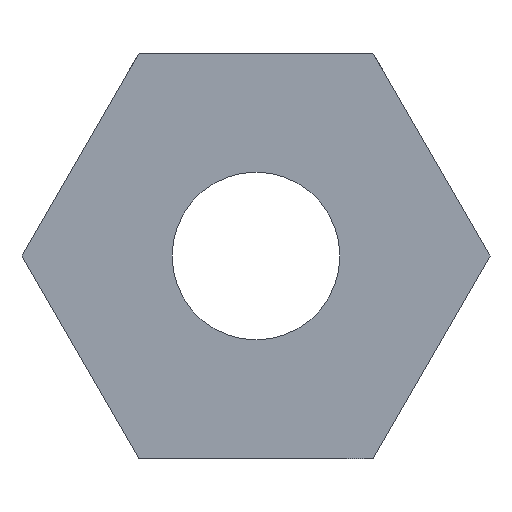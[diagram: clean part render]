
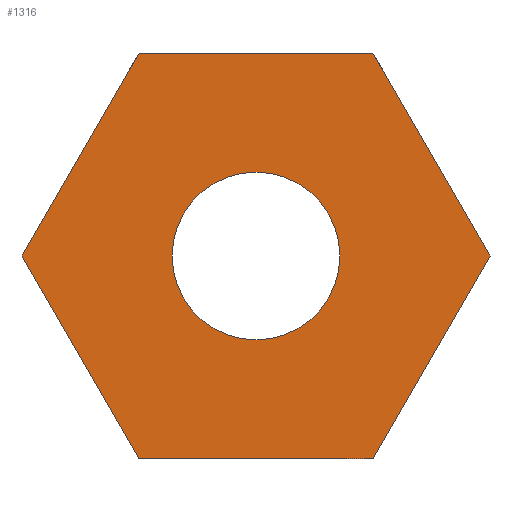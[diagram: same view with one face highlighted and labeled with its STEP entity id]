
A CAD part, front view. The second image highlights one B-rep face of the part: STEP entity #1316.
In plain terms, the highlighted planar face has unit normal (0, -1, 0).
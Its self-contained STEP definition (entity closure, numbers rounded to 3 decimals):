
#22=FACE_BOUND('',#244,.T.);
#39=CIRCLE('',#1392,2.65);
#96=PLANE('',#1432);
#166=FACE_OUTER_BOUND('',#243,.T.);
#243=EDGE_LOOP('',(#1224,#1225,#1226,#1227,#1228,#1229));
#244=EDGE_LOOP('',(#1230));
#346=LINE('',#2156,#488);
#386=LINE('',#2242,#528);
#391=LINE('',#2251,#533);
#393=LINE('',#2254,#535);
#394=LINE('',#2257,#536);
#397=LINE('',#2262,#539);
#488=VECTOR('',#1678,10.);
#528=VECTOR('',#1756,10.);
#533=VECTOR('',#1763,10.);
#535=VECTOR('',#1767,10.);
#536=VECTOR('',#1770,10.);
#539=VECTOR('',#1775,10.);
#605=VERTEX_POINT('',#2059);
#639=VERTEX_POINT('',#2153);
#640=VERTEX_POINT('',#2155);
#666=VERTEX_POINT('',#2240);
#667=VERTEX_POINT('',#2241);
#670=VERTEX_POINT('',#2249);
#671=VERTEX_POINT('',#2256);
#757=EDGE_CURVE('',#605,#605,#39,.T.);
#804=EDGE_CURVE('',#639,#640,#346,.T.);
#846=EDGE_CURVE('',#666,#667,#386,.T.);
#851=EDGE_CURVE('',#670,#666,#391,.T.);
#853=EDGE_CURVE('',#640,#670,#393,.T.);
#854=EDGE_CURVE('',#671,#639,#394,.T.);
#857=EDGE_CURVE('',#667,#671,#397,.T.);
#1224=ORIENTED_EDGE('',*,*,#857,.F.);
#1225=ORIENTED_EDGE('',*,*,#846,.F.);
#1226=ORIENTED_EDGE('',*,*,#851,.F.);
#1227=ORIENTED_EDGE('',*,*,#853,.F.);
#1228=ORIENTED_EDGE('',*,*,#804,.F.);
#1229=ORIENTED_EDGE('',*,*,#854,.F.);
#1230=ORIENTED_EDGE('',*,*,#757,.T.);
#1316=ADVANCED_FACE('',(#166,#22),#96,.F.);
#1392=AXIS2_PLACEMENT_3D('',#2060,#1601,#1602);
#1432=AXIS2_PLACEMENT_3D('',#2265,#1779,#1780);
#1601=DIRECTION('center_axis',(0.,1.,0.));
#1602=DIRECTION('ref_axis',(-1.,0.,0.));
#1678=DIRECTION('',(0.5,0.,0.866));
#1756=DIRECTION('',(-0.5,0.,-0.866));
#1763=DIRECTION('',(0.5,0.,-0.866));
#1767=DIRECTION('',(1.,0.,0.));
#1770=DIRECTION('',(-0.5,0.,0.866));
#1775=DIRECTION('',(-1.,0.,0.));
#1779=DIRECTION('center_axis',(0.,1.,0.));
#1780=DIRECTION('ref_axis',(1.,0.,0.));
#2059=CARTESIAN_POINT('',(2.65,0.,0.));
#2060=CARTESIAN_POINT('Origin',(0.,0.,0.));
#2153=CARTESIAN_POINT('',(-7.39,0.,0.));
#2155=CARTESIAN_POINT('',(-3.695,0.,6.4));
#2156=CARTESIAN_POINT('',(-7.39,0.,0.));
#2240=CARTESIAN_POINT('',(7.39,0.,0.));
#2241=CARTESIAN_POINT('',(3.695,0.,-6.4));
#2242=CARTESIAN_POINT('',(7.39,0.,0.));
#2249=CARTESIAN_POINT('',(3.695,0.,6.4));
#2251=CARTESIAN_POINT('',(3.695,0.,6.4));
#2254=CARTESIAN_POINT('',(-3.695,0.,6.4));
#2256=CARTESIAN_POINT('',(-3.695,0.,-6.4));
#2257=CARTESIAN_POINT('',(-3.695,0.,-6.4));
#2262=CARTESIAN_POINT('',(3.695,0.,-6.4));
#2265=CARTESIAN_POINT('Origin',(0.,0.,0.));
